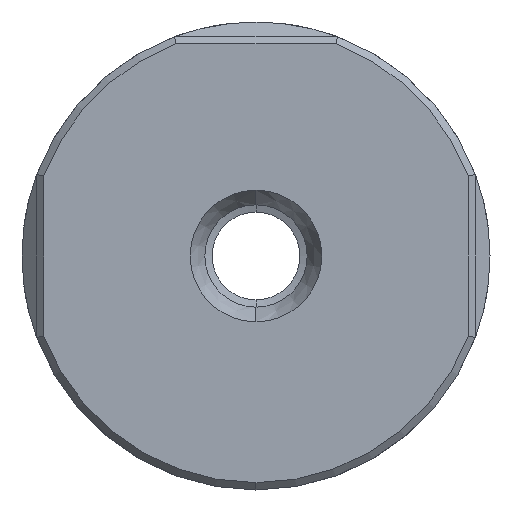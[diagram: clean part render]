
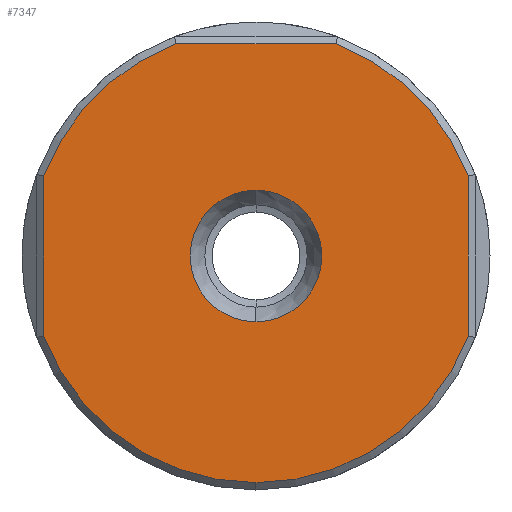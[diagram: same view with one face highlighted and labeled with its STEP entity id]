
A CAD part, left-side view. The second image highlights one B-rep face of the part: STEP entity #7347.
In plain terms, the highlighted planar face has unit normal (-1, 0, 0).
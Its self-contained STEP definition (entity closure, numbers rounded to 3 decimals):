
#33 = DIRECTION ( 'NONE',  ( 0., 0., 1. ) ) ;
#223 = LINE ( 'NONE', #3835, #3973 ) ;
#390 = FACE_OUTER_BOUND ( 'NONE', #8592, .T. ) ;
#497 = CARTESIAN_POINT ( 'NONE',  ( 0., 5.568, 14.5 ) ) ;
#565 = EDGE_CURVE ( 'NONE', #6075, #4028, #7145, .T. ) ;
#606 = DIRECTION ( 'NONE',  ( -1., 0., 0. ) ) ;
#644 = ORIENTED_EDGE ( 'NONE', *, *, #988, .T. ) ;
#711 = AXIS2_PLACEMENT_3D ( 'NONE', #1024, #6073, #4583 ) ;
#715 = CARTESIAN_POINT ( 'NONE',  ( 0., 0., -4.5 ) ) ;
#916 = AXIS2_PLACEMENT_3D ( 'NONE', #2978, #5183, #5276 ) ;
#937 = PLANE ( 'NONE',  #6343 ) ;
#941 = CARTESIAN_POINT ( 'NONE',  ( 0., 0., 0. ) ) ;
#974 = EDGE_CURVE ( 'NONE', #9632, #9114, #977, .T. ) ;
#977 = LINE ( 'NONE', #1776, #8437 ) ;
#988 = EDGE_CURVE ( 'NONE', #7107, #1226, #5608, .T. ) ;
#1024 = CARTESIAN_POINT ( 'NONE',  ( 0., 0., 0. ) ) ;
#1137 = DIRECTION ( 'NONE',  ( 0., 1., 0. ) ) ;
#1226 = VERTEX_POINT ( 'NONE', #5006 ) ;
#1281 = EDGE_CURVE ( 'NONE', #4514, #9632, #2347, .T. ) ;
#1519 = DIRECTION ( 'NONE',  ( -1., 0., 0. ) ) ;
#1597 = ORIENTED_EDGE ( 'NONE', *, *, #5901, .T. ) ;
#1742 = DIRECTION ( 'NONE',  ( 0., 0., 1. ) ) ;
#1776 = CARTESIAN_POINT ( 'NONE',  ( 0., 14.5, -5.568 ) ) ;
#1926 = ORIENTED_EDGE ( 'NONE', *, *, #6304, .T. ) ;
#2347 = CIRCLE ( 'NONE', #916, 15.5 ) ;
#2506 = DIRECTION ( 'NONE',  ( 0., 0., -1. ) ) ;
#2577 = EDGE_CURVE ( 'NONE', #4028, #4514, #6480, .T. ) ;
#2678 = DIRECTION ( 'NONE',  ( 1., 0., 0. ) ) ;
#2764 = AXIS2_PLACEMENT_3D ( 'NONE', #5664, #2678, #4946 ) ;
#2835 = ORIENTED_EDGE ( 'NONE', *, *, #974, .T. ) ;
#2978 = CARTESIAN_POINT ( 'NONE',  ( 0., 0., 0. ) ) ;
#3423 = FACE_BOUND ( 'NONE', #6558, .T. ) ;
#3591 = CARTESIAN_POINT ( 'NONE',  ( 0., 5.477, 14.5 ) ) ;
#3601 = VECTOR ( 'NONE', #1137, 1000. ) ;
#3638 = EDGE_CURVE ( 'NONE', #9114, #7933, #5996, .T. ) ;
#3835 = CARTESIAN_POINT ( 'NONE',  ( 0., -14.5, 5.568 ) ) ;
#3901 = DIRECTION ( 'NONE',  ( 1., 0., 0. ) ) ;
#3973 = VECTOR ( 'NONE', #33, 1000. ) ;
#4028 = VERTEX_POINT ( 'NONE', #4332 ) ;
#4234 = ORIENTED_EDGE ( 'NONE', *, *, #1281, .T. ) ;
#4332 = CARTESIAN_POINT ( 'NONE',  ( 0., -5.477, 14.5 ) ) ;
#4377 = CARTESIAN_POINT ( 'NONE',  ( 0., 14.5, -5.477 ) ) ;
#4514 = VERTEX_POINT ( 'NONE', #3591 ) ;
#4527 = EDGE_CURVE ( 'NONE', #7933, #8107, #6628, .T. ) ;
#4549 = AXIS2_PLACEMENT_3D ( 'NONE', #941, #3901, #6779 ) ;
#4583 = DIRECTION ( 'NONE',  ( 0., 0., 1. ) ) ;
#4590 = AXIS2_PLACEMENT_3D ( 'NONE', #5950, #1519, #6829 ) ;
#4592 = ORIENTED_EDGE ( 'NONE', *, *, #565, .T. ) ;
#4593 = CARTESIAN_POINT ( 'NONE',  ( 0., 4.5, 0. ) ) ;
#4762 = ORIENTED_EDGE ( 'NONE', *, *, #3638, .T. ) ;
#4946 = DIRECTION ( 'NONE',  ( 0., 0., -1. ) ) ;
#5006 = CARTESIAN_POINT ( 'NONE',  ( 0., 0., 4.5 ) ) ;
#5183 = DIRECTION ( 'NONE',  ( -1., 0., 0. ) ) ;
#5276 = DIRECTION ( 'NONE',  ( 0., 0., 1. ) ) ;
#5608 = CIRCLE ( 'NONE', #2764, 4.5 ) ;
#5664 = CARTESIAN_POINT ( 'NONE',  ( 0., 0., 0. ) ) ;
#5761 = ORIENTED_EDGE ( 'NONE', *, *, #4527, .T. ) ;
#5808 = CIRCLE ( 'NONE', #4549, 4.5 ) ;
#5901 = EDGE_CURVE ( 'NONE', #1226, #7107, #5808, .T. ) ;
#5950 = CARTESIAN_POINT ( 'NONE',  ( 0., 0., 0. ) ) ;
#5996 = CIRCLE ( 'NONE', #4590, 15.5 ) ;
#6045 = ORIENTED_EDGE ( 'NONE', *, *, #2577, .T. ) ;
#6073 = DIRECTION ( 'NONE',  ( -1., 0., 0. ) ) ;
#6075 = VERTEX_POINT ( 'NONE', #9391 ) ;
#6304 = EDGE_CURVE ( 'NONE', #8107, #6075, #223, .T. ) ;
#6343 = AXIS2_PLACEMENT_3D ( 'NONE', #4593, #9196, #1742 ) ;
#6480 = LINE ( 'NONE', #497, #3601 ) ;
#6558 = EDGE_LOOP ( 'NONE', ( #1597, #644 ) ) ;
#6628 = CIRCLE ( 'NONE', #711, 15.5 ) ;
#6779 = DIRECTION ( 'NONE',  ( 0., 0., -1. ) ) ;
#6829 = DIRECTION ( 'NONE',  ( 0., 0., 1. ) ) ;
#6941 = AXIS2_PLACEMENT_3D ( 'NONE', #9336, #606, #7082 ) ;
#7082 = DIRECTION ( 'NONE',  ( 0., 0., 1. ) ) ;
#7107 = VERTEX_POINT ( 'NONE', #715 ) ;
#7145 = CIRCLE ( 'NONE', #6941, 15.5 ) ;
#7347 = ADVANCED_FACE ( 'NONE', ( #390, #3423 ), #937, .T. ) ;
#7933 = VERTEX_POINT ( 'NONE', #9681 ) ;
#8107 = VERTEX_POINT ( 'NONE', #9186 ) ;
#8151 = CARTESIAN_POINT ( 'NONE',  ( 0., 14.5, 5.477 ) ) ;
#8437 = VECTOR ( 'NONE', #2506, 1000. ) ;
#8592 = EDGE_LOOP ( 'NONE', ( #4762, #5761, #1926, #4592, #6045, #4234, #2835 ) ) ;
#9114 = VERTEX_POINT ( 'NONE', #4377 ) ;
#9186 = CARTESIAN_POINT ( 'NONE',  ( 0., -14.5, -5.477 ) ) ;
#9196 = DIRECTION ( 'NONE',  ( -1., 0., 0. ) ) ;
#9336 = CARTESIAN_POINT ( 'NONE',  ( 0., 0., 0. ) ) ;
#9391 = CARTESIAN_POINT ( 'NONE',  ( 0., -14.5, 5.477 ) ) ;
#9632 = VERTEX_POINT ( 'NONE', #8151 ) ;
#9681 = CARTESIAN_POINT ( 'NONE',  ( 0., 0., -15.5 ) ) ;
